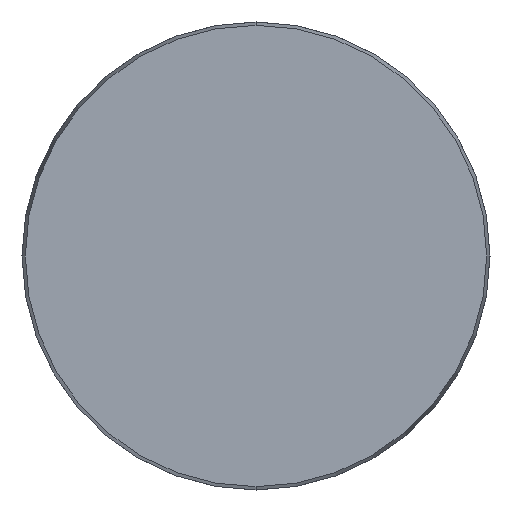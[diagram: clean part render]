
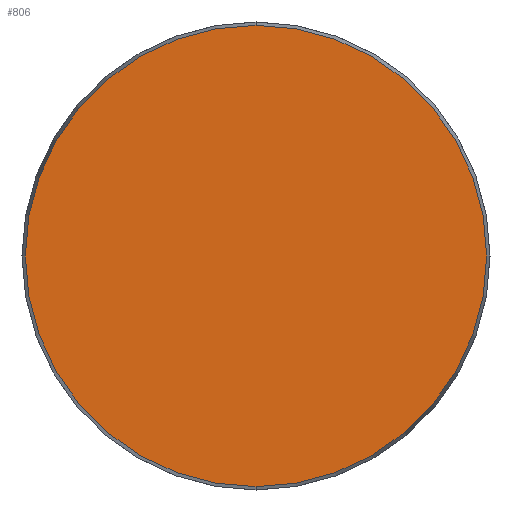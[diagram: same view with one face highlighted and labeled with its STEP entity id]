
A CAD part, front view. The second image highlights one B-rep face of the part: STEP entity #806.
In plain terms, the highlighted planar face has unit normal (0, -1, 0).
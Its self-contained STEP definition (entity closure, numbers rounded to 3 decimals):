
#95 = AXIS2_PLACEMENT_3D ( 'NONE', #795, #693, #1098 ) ;
#155 = EDGE_CURVE ( 'NONE', #1219, #739, #477, .T. ) ;
#163 = AXIS2_PLACEMENT_3D ( 'NONE', #1075, #1186, #992 ) ;
#243 = EDGE_CURVE ( 'NONE', #739, #1219, #1037, .T. ) ;
#286 = ORIENTED_EDGE ( 'NONE', *, *, #155, .T. ) ;
#343 = DIRECTION ( 'NONE',  ( 0., 0., 1. ) ) ;
#393 = EDGE_LOOP ( 'NONE', ( #491, #286 ) ) ;
#477 = CIRCLE ( 'NONE', #163, 59.143 ) ;
#491 = ORIENTED_EDGE ( 'NONE', *, *, #243, .T. ) ;
#495 = CARTESIAN_POINT ( 'NONE',  ( 0., 0., -59.143 ) ) ;
#623 = DIRECTION ( 'NONE',  ( 0., 1., 0. ) ) ;
#693 = DIRECTION ( 'NONE',  ( 0., -1., 0. ) ) ;
#728 = CARTESIAN_POINT ( 'NONE',  ( -59.143, 0., 0. ) ) ;
#734 = AXIS2_PLACEMENT_3D ( 'NONE', #728, #623, #343 ) ;
#739 = VERTEX_POINT ( 'NONE', #1014 ) ;
#795 = CARTESIAN_POINT ( 'NONE',  ( 0., 0., 0. ) ) ;
#806 = ADVANCED_FACE ( 'NONE', ( #1172 ), #850, .F. ) ;
#850 = PLANE ( 'NONE',  #734 ) ;
#992 = DIRECTION ( 'NONE',  ( 0., 0., -1. ) ) ;
#1014 = CARTESIAN_POINT ( 'NONE',  ( 0., 0., 59.143 ) ) ;
#1037 = CIRCLE ( 'NONE', #95, 59.143 ) ;
#1075 = CARTESIAN_POINT ( 'NONE',  ( 0., 0., 0. ) ) ;
#1098 = DIRECTION ( 'NONE',  ( 0., 0., -1. ) ) ;
#1172 = FACE_OUTER_BOUND ( 'NONE', #393, .T. ) ;
#1186 = DIRECTION ( 'NONE',  ( 0., -1., 0. ) ) ;
#1219 = VERTEX_POINT ( 'NONE', #495 ) ;
